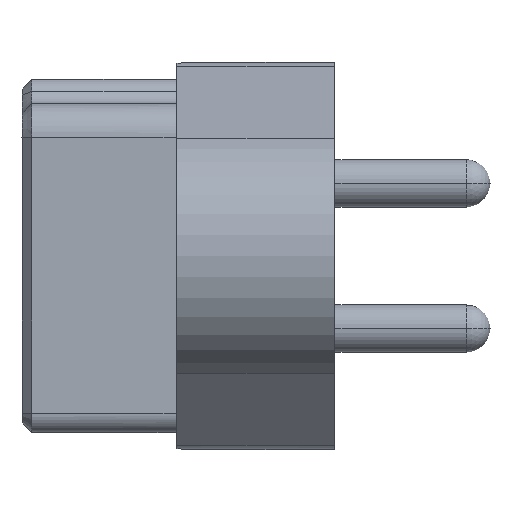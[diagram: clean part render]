
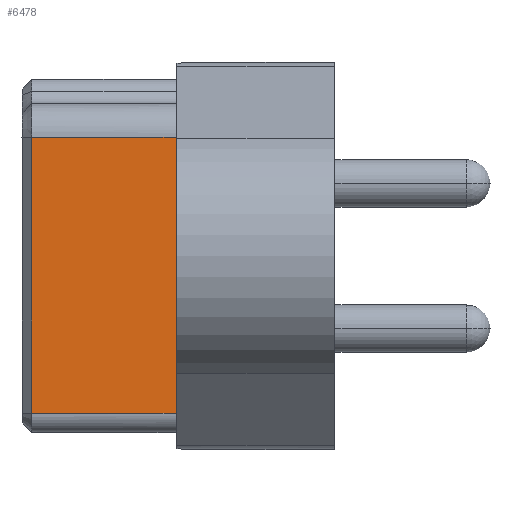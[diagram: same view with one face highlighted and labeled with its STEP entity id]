
A CAD part, left-side view. The second image highlights one B-rep face of the part: STEP entity #6478.
In plain terms, the highlighted planar face has unit normal (-1, 0, 0).
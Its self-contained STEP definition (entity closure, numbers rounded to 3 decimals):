
#3099=DIRECTION('',(0.,0.,1.));
#3100=VECTOR('',#3099,5.7);
#3101=CARTESIAN_POINT('',(-7.75,-0.2,
-3.25));
#3102=LINE('',#3101,#3100);
#3106=DIRECTION('',(0.,1.,0.));
#3107=VECTOR('',#3106,3.583);
#3108=CARTESIAN_POINT('',(-7.75,-3.783,2.45));
#3109=LINE('',#3108,#3107);
#3113=DIRECTION('',(0.,0.,-1.));
#3114=VECTOR('',#3113,5.7);
#3115=CARTESIAN_POINT('',(-7.75,-3.783,2.45));
#3116=LINE('',#3115,#3114);
#3120=DIRECTION('',(0.,-1.,0.));
#3121=VECTOR('',#3120,3.583);
#3122=CARTESIAN_POINT('',(-7.75,-0.2,
-3.25));
#3123=LINE('',#3122,#3121);
#3334=CARTESIAN_POINT('',(-7.75,-3.783,2.45));
#3335=CARTESIAN_POINT('',(-7.75,-3.783,-3.25));
#3336=VERTEX_POINT('',#3334);
#3337=VERTEX_POINT('',#3335);
#3384=CARTESIAN_POINT('',(-7.75,-0.2,-3.25));
#3385=VERTEX_POINT('',#3384);
#3388=CARTESIAN_POINT('',(-7.75,-0.2,
2.45));
#3389=VERTEX_POINT('',#3388);
#6466=CARTESIAN_POINT('',(-7.75,0.,3.15));
#6467=DIRECTION('',(-1.,0.,0.));
#6468=DIRECTION('',(0.,0.,-1.));
#6469=AXIS2_PLACEMENT_3D('',#6466,#6467,#6468);
#6470=PLANE('',#6469);
#6471=ORIENTED_EDGE('',*,*,#6026,.T.);
#6472=ORIENTED_EDGE('',*,*,#6461,.F.);
#6473=ORIENTED_EDGE('',*,*,#4673,.T.);
#6475=ORIENTED_EDGE('',*,*,#6474,.F.);
#6476=EDGE_LOOP('',(#6471,#6472,#6473,#6475));
#6477=FACE_OUTER_BOUND('',#6476,.F.);
#6478=ADVANCED_FACE('',(#6477),#6470,.T.);
#4673=EDGE_CURVE('',#3336,#3337,#3116,.T.);
#6026=EDGE_CURVE('',#3385,#3389,#3102,.T.);
#6461=EDGE_CURVE('',#3336,#3389,#3109,.T.);
#6474=EDGE_CURVE('',#3385,#3337,#3123,.T.);
